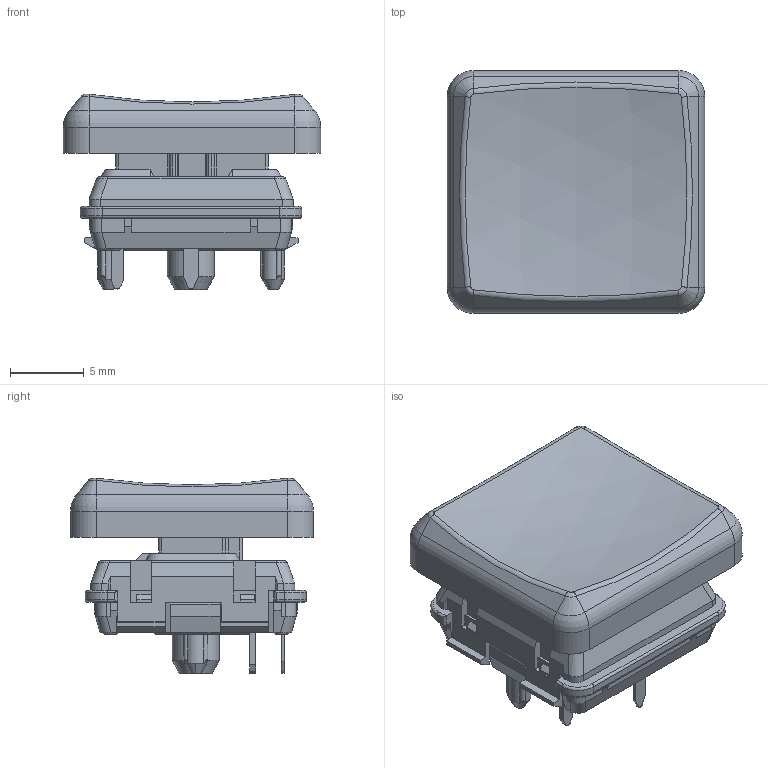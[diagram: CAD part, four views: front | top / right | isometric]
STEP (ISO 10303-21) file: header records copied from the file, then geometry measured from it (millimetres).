
FILE_DESCRIPTION(('FreeCAD Model'),'2;1');
FILE_NAME('Open CASCADE Shape Model','2022-07-25T23:11:41',('Author'),( ''),'Open CASCADE STEP processor 7.5','FreeCAD','Unknown');
FILE_SCHEMA(('AUTOMOTIVE_DESIGN { 1 0 10303 214 1 1 1 1 }'));
Length unit declared in the file: millimetre
Products named in the file (7): Assembly 1; (Unsaved); Document; Document001; Document002; Document003; Document004
Assembly tree (6 placements, depth 2):
  Assembly 1
    (Unsaved)
    Document
    Document001
    Document002
    Document003
    Document004
Bounding box: 17.45 x 16.45 x 13.26 mm (x, y, z)
Volume: 1568.6 mm3; surface area: 2417.8 mm2
Topology: 6 solids, 6 shells, 699 faces, 1813 edges, 1125 vertices
Faces by surface type: plane 393, cylinder 177, torus 40, bspline 38, cone 22, sphere 19, revolution 10
Full cylindrical faces by diameter (mm): 2.762 x1, 2.826 x1, 2.893 x1, 3.007 x1
Entity records: 50377 total; most frequent: CARTESIAN_POINT 14657, DIRECTION 6474, LINE 4249, VECTOR 4249, ORIENTED_EDGE 3598, PCURVE 3598, DEFINITIONAL_REPRESENTATION 3598, EDGE_CURVE 1799
